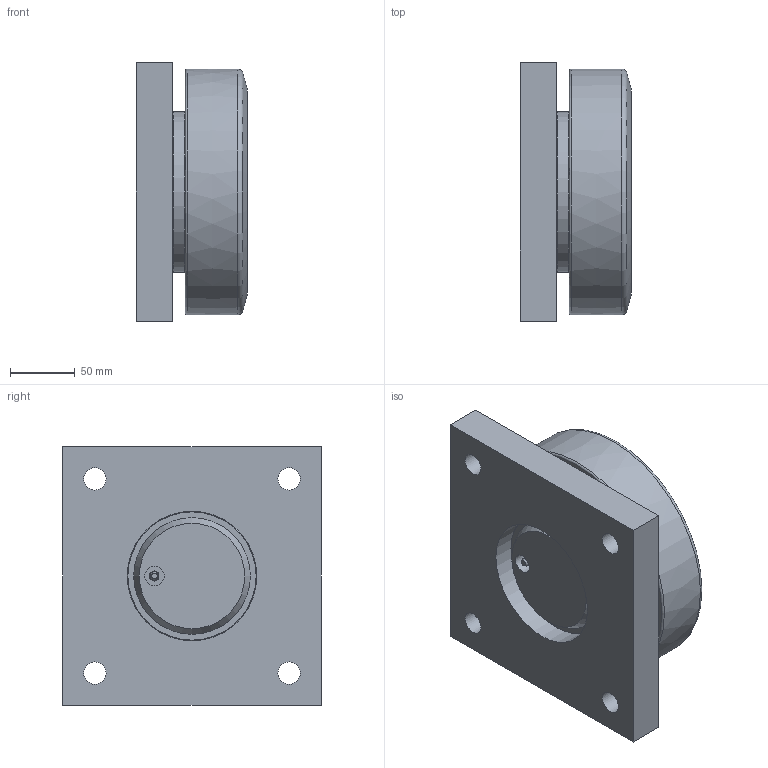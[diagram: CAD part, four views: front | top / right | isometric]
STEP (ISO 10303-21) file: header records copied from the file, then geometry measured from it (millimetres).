
FILE_DESCRIPTION(/* description */ ('-'),/* implementation_level */ '2;1');
FILE_NAME(/* name */ 'ALFATEC_MR190-0410BQ1000.stp',/* time_stamp */ '2021-02-10T08:42:44+01:00',/* author */ ('kstaebler'),/* organization */ (''),/* preprocessor_version */ 'ST-DEVELOPER v18.1',/* originating_system */ 'Autodesk Inventor 2020',/* authorisation */ '');
FILE_SCHEMA (('AUTOMOTIVE_DESIGN { 1 0 10303 214 3 1 1 }'));
Length unit declared in the file: millimetre
Products named in the file (1): MR 190.0410 BQ1000_Kontur
Bounding box: 86.15 x 200 x 200 mm (x, y, z)
Volume: 2200019.2 mm3; surface area: 255241.6 mm2
Topology: 1 solids, 1 shells, 180 faces, 499 edges, 349 vertices
Faces by surface type: plane 79, cylinder 43, cone 40, torus 16, sphere 1, bspline 1
Full cylindrical faces by diameter (mm): 2.5 x1, 3 x1, 4.917 x1, 8 x6, 8.5 x6, 15 x1, 16 x6, 17.294 x4, 90 x1, 100 x1, 109.9 x1, 110 x2, 120.7 x2, 124 x1, 133.7 x2, 134.7 x3, 146 x1
Entity records: 6351 total; most frequent: CARTESIAN_POINT 1258, DIRECTION 1074, ORIENTED_EDGE 990, EDGE_CURVE 495, AXIS2_PLACEMENT_3D 440, VERTEX_POINT 349, CIRCLE 260, EDGE_LOOP 230
